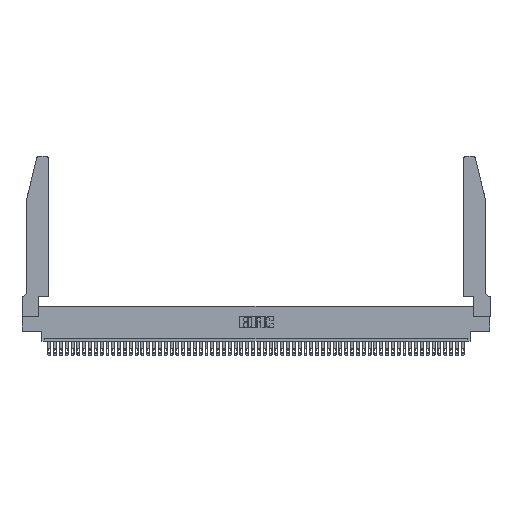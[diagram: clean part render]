
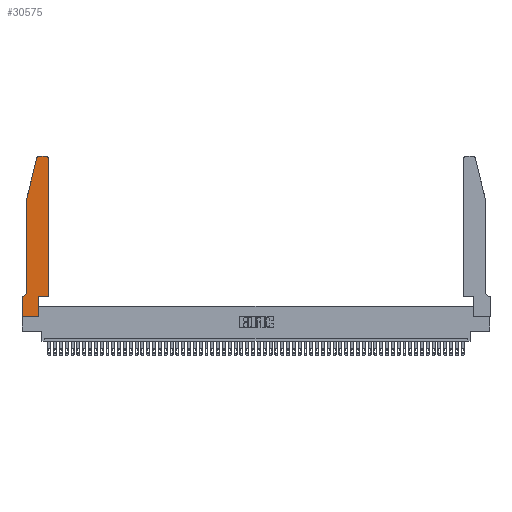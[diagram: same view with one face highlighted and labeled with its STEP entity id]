
A CAD part, top view. The second image highlights one B-rep face of the part: STEP entity #30575.
In plain terms, the highlighted planar face has unit normal (0, 0, 1).
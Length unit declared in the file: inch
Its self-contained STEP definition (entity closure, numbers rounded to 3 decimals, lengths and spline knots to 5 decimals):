
#168 = AXIS2_PLACEMENT_3D ( 'NONE', #13784, #5023, #43338 ) ;
#214 = CARTESIAN_POINT ( 'NONE',  ( 0.0755, 2., 0.37 ) ) ;
#255 = LINE ( 'NONE', #29989, #44646 ) ;
#839 = CARTESIAN_POINT ( 'NONE',  ( 0.2865, 0.35, 0.37 ) ) ;
#1686 = EDGE_CURVE ( 'NONE', #35039, #43952, #30532, .T. ) ;
#1923 = AXIS2_PLACEMENT_3D ( 'NONE', #23573, #32453, #11303 ) ;
#3388 = EDGE_CURVE ( 'NONE', #43952, #39253, #255, .T. ) ;
#3932 = VECTOR ( 'NONE', #37512, 39.37008 ) ;
#4491 = VECTOR ( 'NONE', #6000, 39.37008 ) ;
#4537 = ORIENTED_EDGE ( 'NONE', *, *, #12469, .T. ) ;
#5023 = DIRECTION ( 'NONE',  ( 0., 0., -1. ) ) ;
#6000 = DIRECTION ( 'NONE',  ( -0.239, -0.971, 0. ) ) ;
#6859 = VERTEX_POINT ( 'NONE', #17027 ) ;
#7918 = CARTESIAN_POINT ( 'NONE',  ( 0.0755, 0.42, 0.37 ) ) ;
#8088 = LINE ( 'NONE', #12095, #48526 ) ;
#8285 = DIRECTION ( 'NONE',  ( 0., 0., 1. ) ) ;
#8570 = AXIS2_PLACEMENT_3D ( 'NONE', #35769, #48372, #19530 ) ;
#8743 = CIRCLE ( 'NONE', #8570, 0.03 ) ;
#9812 = VERTEX_POINT ( 'NONE', #32505 ) ;
#10614 = EDGE_CURVE ( 'NONE', #18459, #30585, #44207, .T. ) ;
#11303 = DIRECTION ( 'NONE',  ( 1., 0., 0. ) ) ;
#11432 = CARTESIAN_POINT ( 'NONE',  ( 0.4205, 2.75, 0.37 ) ) ;
#12095 = CARTESIAN_POINT ( 'NONE',  ( 0., 0., 0.37 ) ) ;
#12276 = DIRECTION ( 'NONE',  ( 0., -1., 0. ) ) ;
#12344 = FACE_OUTER_BOUND ( 'NONE', #51743, .T. ) ;
#12382 = PLANE ( 'NONE',  #25149 ) ;
#12469 = EDGE_CURVE ( 'NONE', #9812, #21948, #34740, .T. ) ;
#12908 = VECTOR ( 'NONE', #46990, 39.37008 ) ;
#13049 = ORIENTED_EDGE ( 'NONE', *, *, #27678, .T. ) ;
#13784 = CARTESIAN_POINT ( 'NONE',  ( 0.0055, 0.42, 0.37 ) ) ;
#15088 = CARTESIAN_POINT ( 'NONE',  ( 0.4505, 2.72, 0.37 ) ) ;
#16183 = ORIENTED_EDGE ( 'NONE', *, *, #29090, .T. ) ;
#17027 = CARTESIAN_POINT ( 'NONE',  ( 0., 0., 0.37 ) ) ;
#17632 = EDGE_CURVE ( 'NONE', #30585, #9812, #31849, .T. ) ;
#17850 = EDGE_CURVE ( 'NONE', #29381, #31167, #40325, .T. ) ;
#17915 = ORIENTED_EDGE ( 'NONE', *, *, #1686, .T. ) ;
#18368 = ORIENTED_EDGE ( 'NONE', *, *, #10614, .T. ) ;
#18459 = VERTEX_POINT ( 'NONE', #40268 ) ;
#19530 = DIRECTION ( 'NONE',  ( 1., 0., 0. ) ) ;
#20133 = ORIENTED_EDGE ( 'NONE', *, *, #50960, .T. ) ;
#20372 = CARTESIAN_POINT ( 'NONE',  ( 0.4505, 0.35, 0.37 ) ) ;
#21498 = DIRECTION ( 'NONE',  ( 1., 0., 0. ) ) ;
#21948 = VERTEX_POINT ( 'NONE', #43685 ) ;
#22289 = ORIENTED_EDGE ( 'NONE', *, *, #50019, .T. ) ;
#23472 = CARTESIAN_POINT ( 'NONE',  ( 0., 0., 0.37 ) ) ;
#23573 = CARTESIAN_POINT ( 'NONE',  ( 0.284, 2.72, 0.37 ) ) ;
#24583 = VECTOR ( 'NONE', #31788, 39.37008 ) ;
#24688 = ORIENTED_EDGE ( 'NONE', *, *, #17632, .T. ) ;
#24933 = DIRECTION ( 'NONE',  ( -1., 0., 0. ) ) ;
#24996 = LINE ( 'NONE', #42226, #36838 ) ;
#25149 = AXIS2_PLACEMENT_3D ( 'NONE', #45387, #8285, #21498 ) ;
#27678 = EDGE_CURVE ( 'NONE', #6859, #53897, #35802, .T. ) ;
#29090 = EDGE_CURVE ( 'NONE', #31167, #18459, #36325, .T. ) ;
#29381 = VERTEX_POINT ( 'NONE', #54741 ) ;
#29989 = CARTESIAN_POINT ( 'NONE',  ( 0.4505, 0.35, 0.37 ) ) ;
#30302 = CARTESIAN_POINT ( 'NONE',  ( 0.2865, 0., 0.37 ) ) ;
#30532 = LINE ( 'NONE', #20372, #3932 ) ;
#30575 = ADVANCED_FACE ( 'NONE', ( #12344 ), #12382, .T. ) ;
#30585 = VERTEX_POINT ( 'NONE', #7918 ) ;
#31167 = VERTEX_POINT ( 'NONE', #44291 ) ;
#31419 = CARTESIAN_POINT ( 'NONE',  ( 0.0755, 2., 0.37 ) ) ;
#31788 = DIRECTION ( 'NONE',  ( 1., 0., 0. ) ) ;
#31849 = CIRCLE ( 'NONE', #168, 0.07 ) ;
#32453 = DIRECTION ( 'NONE',  ( 0., 0., 1. ) ) ;
#32505 = CARTESIAN_POINT ( 'NONE',  ( 0.0055, 0.35, 0.37 ) ) ;
#34605 = EDGE_CURVE ( 'NONE', #39253, #47197, #8743, .T. ) ;
#34740 = LINE ( 'NONE', #50500, #38706 ) ;
#35039 = VERTEX_POINT ( 'NONE', #38658 ) ;
#35394 = LINE ( 'NONE', #839, #12908 ) ;
#35769 = CARTESIAN_POINT ( 'NONE',  ( 0.4205, 2.72, 0.37 ) ) ;
#35802 = LINE ( 'NONE', #23472, #24583 ) ;
#36325 = LINE ( 'NONE', #31419, #4491 ) ;
#36838 = VECTOR ( 'NONE', #46142, 39.37008 ) ;
#37512 = DIRECTION ( 'NONE',  ( 1., 0., 0. ) ) ;
#38543 = DIRECTION ( 'NONE',  ( 0., -1., 0. ) ) ;
#38658 = CARTESIAN_POINT ( 'NONE',  ( 0.2865, 0.35, 0.37 ) ) ;
#38706 = VECTOR ( 'NONE', #24933, 39.37008 ) ;
#39253 = VERTEX_POINT ( 'NONE', #15088 ) ;
#40268 = CARTESIAN_POINT ( 'NONE',  ( 0.0755, 2., 0.37 ) ) ;
#40325 = CIRCLE ( 'NONE', #1923, 0.03 ) ;
#42226 = CARTESIAN_POINT ( 'NONE',  ( 0.2605, 2.75, 0.37 ) ) ;
#43338 = DIRECTION ( 'NONE',  ( -1., 0., 0. ) ) ;
#43583 = VECTOR ( 'NONE', #38543, 39.37008 ) ;
#43685 = CARTESIAN_POINT ( 'NONE',  ( 0., 0.35, 0.37 ) ) ;
#43952 = VERTEX_POINT ( 'NONE', #51155 ) ;
#44207 = LINE ( 'NONE', #214, #43583 ) ;
#44291 = CARTESIAN_POINT ( 'NONE',  ( 0.25487, 2.72718, 0.37 ) ) ;
#44646 = VECTOR ( 'NONE', #46591, 39.37008 ) ;
#45387 = CARTESIAN_POINT ( 'NONE',  ( 0., 0.35, 0.37 ) ) ;
#46052 = EDGE_CURVE ( 'NONE', #47197, #29381, #24996, .T. ) ;
#46142 = DIRECTION ( 'NONE',  ( -1., 0., 0. ) ) ;
#46591 = DIRECTION ( 'NONE',  ( 0., 1., 0. ) ) ;
#46864 = ORIENTED_EDGE ( 'NONE', *, *, #3388, .T. ) ;
#46990 = DIRECTION ( 'NONE',  ( 0., 1., 0. ) ) ;
#47197 = VERTEX_POINT ( 'NONE', #11432 ) ;
#47656 = ORIENTED_EDGE ( 'NONE', *, *, #17850, .T. ) ;
#48008 = ORIENTED_EDGE ( 'NONE', *, *, #46052, .T. ) ;
#48372 = DIRECTION ( 'NONE',  ( 0., 0., 1. ) ) ;
#48526 = VECTOR ( 'NONE', #12276, 39.37008 ) ;
#50019 = EDGE_CURVE ( 'NONE', #53897, #35039, #35394, .T. ) ;
#50500 = CARTESIAN_POINT ( 'NONE',  ( 0.0755, 0.35, 0.37 ) ) ;
#50960 = EDGE_CURVE ( 'NONE', #21948, #6859, #8088, .T. ) ;
#51155 = CARTESIAN_POINT ( 'NONE',  ( 0.4505, 0.35, 0.37 ) ) ;
#51743 = EDGE_LOOP ( 'NONE', ( #48008, #47656, #16183, #18368, #24688, #4537, #20133, #13049, #22289, #17915, #46864, #53332 ) ) ;
#53332 = ORIENTED_EDGE ( 'NONE', *, *, #34605, .T. ) ;
#53897 = VERTEX_POINT ( 'NONE', #30302 ) ;
#54741 = CARTESIAN_POINT ( 'NONE',  ( 0.284, 2.75, 0.37 ) ) ;
